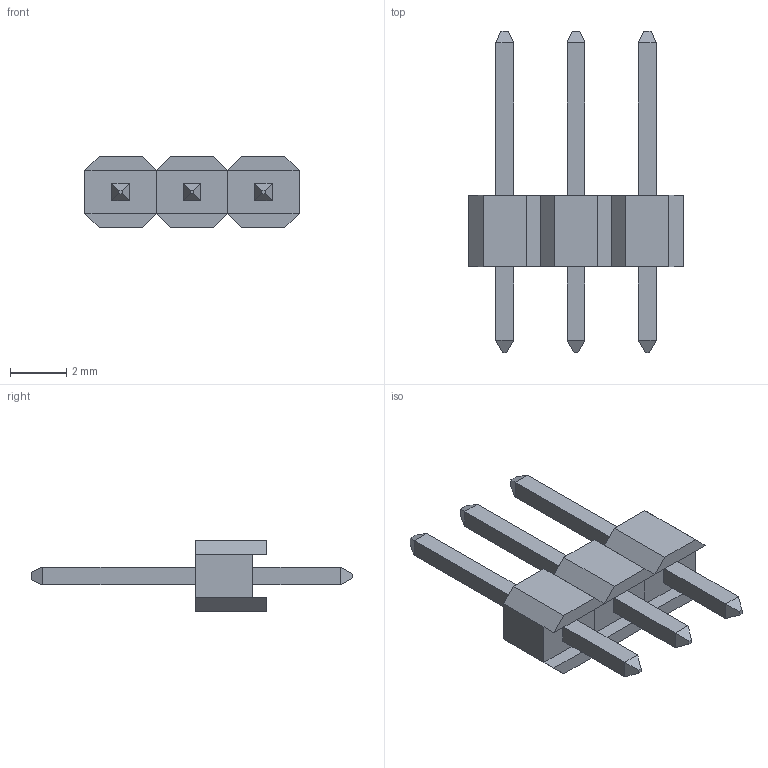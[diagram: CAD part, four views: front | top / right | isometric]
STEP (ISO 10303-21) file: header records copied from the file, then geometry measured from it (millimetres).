
FILE_DESCRIPTION (( 'STEP AP214' ), '1' );
FILE_NAME ('PREC003SAAN-RC.STEP', '2018-01-16T20:03:01', ( '' ), ( '' ), 'SwSTEP 2.0', 'SolidWorks 2014', '' );
FILE_SCHEMA (( 'AUTOMOTIVE_DESIGN' ));
Length unit declared in the file: millimetre
Products named in the file (2): PREC003SAAN-RC; 1 row end bumps format
Assembly tree (3 placements, depth 2):
  PREC003SAAN-RC
    1 row end bumps format  x3
Bounding box: 7.62 x 11.43 x 2.54 mm (x, y, z)
Volume: 50.5 mm3; surface area: 180.4 mm2
Topology: 9 solids, 9 shells, 102 faces, 216 edges, 132 vertices
Faces by surface type: plane 102
Entity records: 980 total; most frequent: CARTESIAN_POINT 156, DIRECTION 152, ORIENTED_EDGE 144, EDGE_CURVE 72, LINE 72, VECTOR 72, VERTEX_POINT 44, AXIS2_PLACEMENT_3D 40
